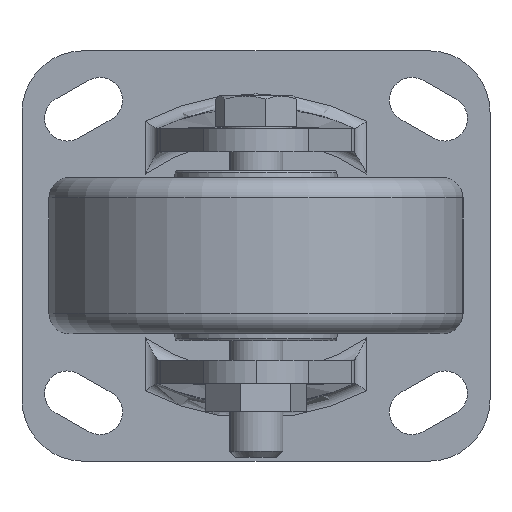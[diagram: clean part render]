
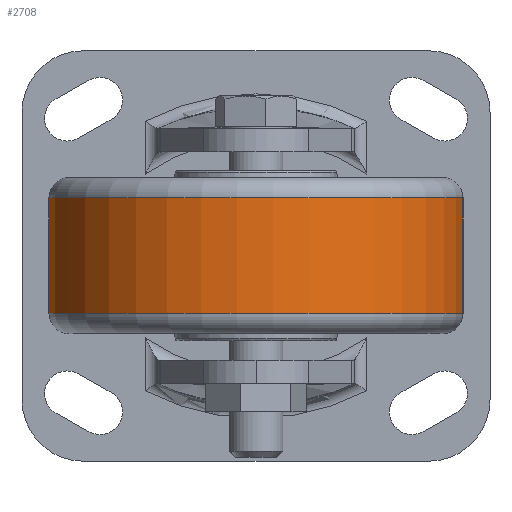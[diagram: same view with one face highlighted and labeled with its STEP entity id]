
A CAD part, front view. The second image highlights one B-rep face of the part: STEP entity #2708.
In plain terms, the highlighted cylindrical face has radius 50.6 mm (diameter 101.2 mm), a partial arc.
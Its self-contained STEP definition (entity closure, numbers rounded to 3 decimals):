
#173 = CYLINDRICAL_SURFACE ( 'NONE', #3486, 50.6 ) ;
#653 = EDGE_LOOP ( 'NONE', ( #10215, #14755, #2720, #2444 ) ) ;
#1144 = LINE ( 'NONE', #2306, #13096 ) ;
#1215 = CIRCLE ( 'NONE', #9068, 50.6 ) ;
#1751 = DIRECTION ( 'NONE',  ( 0., 0., -1. ) ) ;
#1894 = CARTESIAN_POINT ( 'NONE',  ( 57., -92., -63.957 ) ) ;
#2101 = CARTESIAN_POINT ( 'NONE',  ( 6.61, -87.399, -35.857 ) ) ;
#2119 = DIRECTION ( 'NONE',  ( 0., 0., -1. ) ) ;
#2306 = CARTESIAN_POINT ( 'NONE',  ( 6.61, -87.399, -49.907 ) ) ;
#2444 = ORIENTED_EDGE ( 'NONE', *, *, #8730, .F. ) ;
#2484 = VERTEX_POINT ( 'NONE', #4345 ) ;
#2708 = ADVANCED_FACE ( 'NONE', ( #8384 ), #173, .T. ) ;
#2720 = ORIENTED_EDGE ( 'NONE', *, *, #3320, .F. ) ;
#3320 = EDGE_CURVE ( 'NONE', #2484, #6877, #8473, .T. ) ;
#3397 = VERTEX_POINT ( 'NONE', #2101 ) ;
#3486 = AXIS2_PLACEMENT_3D ( 'NONE', #4104, #10056, #13565 ) ;
#4104 = CARTESIAN_POINT ( 'NONE',  ( 57., -92., -49.907 ) ) ;
#4291 = DIRECTION ( 'NONE',  ( 0., 0., -1. ) ) ;
#4345 = CARTESIAN_POINT ( 'NONE',  ( 107.39, -96.601, -63.957 ) ) ;
#6307 = LINE ( 'NONE', #8066, #11919 ) ;
#6493 = CARTESIAN_POINT ( 'NONE',  ( 57., -92., -35.857 ) ) ;
#6877 = VERTEX_POINT ( 'NONE', #14360 ) ;
#8066 = CARTESIAN_POINT ( 'NONE',  ( 107.39, -96.601, -49.907 ) ) ;
#8384 = FACE_OUTER_BOUND ( 'NONE', #653, .T. ) ;
#8473 = CIRCLE ( 'NONE', #8557, 50.6 ) ;
#8557 = AXIS2_PLACEMENT_3D ( 'NONE', #1894, #4291, #12656 ) ;
#8730 = EDGE_CURVE ( 'NONE', #12163, #2484, #6307, .T. ) ;
#9068 = AXIS2_PLACEMENT_3D ( 'NONE', #6493, #1751, #10087 ) ;
#9128 = EDGE_CURVE ( 'NONE', #3397, #6877, #1144, .T. ) ;
#10056 = DIRECTION ( 'NONE',  ( 0., 0., -1. ) ) ;
#10087 = DIRECTION ( 'NONE',  ( 0.996, -0.091, 0. ) ) ;
#10215 = ORIENTED_EDGE ( 'NONE', *, *, #12472, .T. ) ;
#10629 = CARTESIAN_POINT ( 'NONE',  ( 107.39, -96.601, -35.857 ) ) ;
#11919 = VECTOR ( 'NONE', #2119, 1000. ) ;
#12163 = VERTEX_POINT ( 'NONE', #10629 ) ;
#12472 = EDGE_CURVE ( 'NONE', #12163, #3397, #1215, .T. ) ;
#12656 = DIRECTION ( 'NONE',  ( 0.996, -0.091, 0. ) ) ;
#13017 = DIRECTION ( 'NONE',  ( 0., 0., -1. ) ) ;
#13096 = VECTOR ( 'NONE', #13017, 1000. ) ;
#13565 = DIRECTION ( 'NONE',  ( 0.996, -0.091, 0. ) ) ;
#14360 = CARTESIAN_POINT ( 'NONE',  ( 6.61, -87.399, -63.957 ) ) ;
#14755 = ORIENTED_EDGE ( 'NONE', *, *, #9128, .T. ) ;
